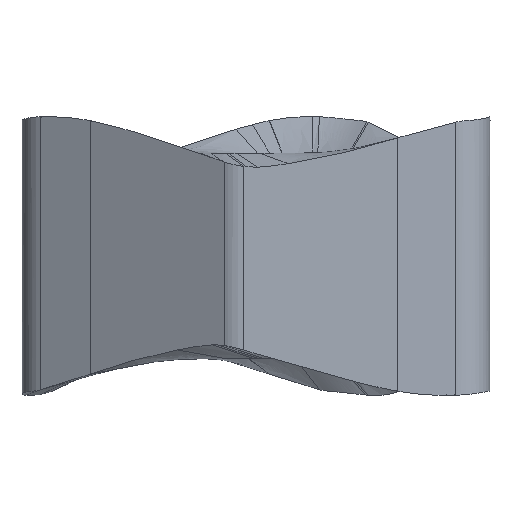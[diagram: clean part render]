
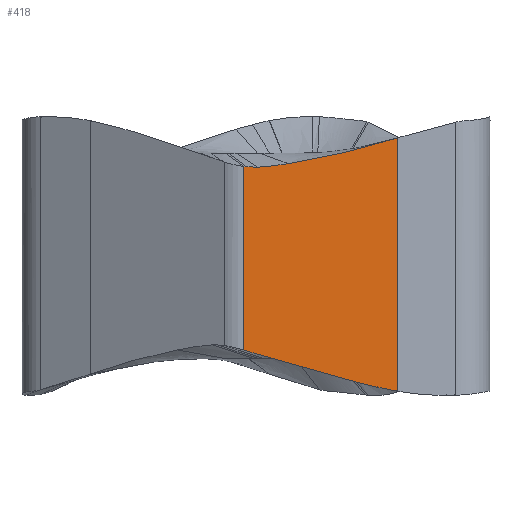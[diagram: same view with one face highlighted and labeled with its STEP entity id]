
A CAD part, left-side view. The second image highlights one B-rep face of the part: STEP entity #418.
In plain terms, the highlighted planar face has unit normal (-0.999, -0.046, 0).
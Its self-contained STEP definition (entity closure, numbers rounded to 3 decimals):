
#273=FACE_OUTER_BOUND('',#631,.T.);
#418=ADVANCED_FACE('',(#273),#458,.T.);
#458=PLANE('',#2797);
#631=EDGE_LOOP('',(#1507,#1508,#1509,#1510,#1511,#1512,#1513,#1514,#1515,
#1516));
#774=LINE('',#9009,#914);
#775=LINE('',#9011,#915);
#914=VECTOR('',#3085,1.);
#915=VECTOR('',#3088,1.);
#1507=ORIENTED_EDGE('',*,*,#2205,.T.);
#1508=ORIENTED_EDGE('',*,*,#2203,.T.);
#1509=ORIENTED_EDGE('',*,*,#2201,.T.);
#1510=ORIENTED_EDGE('',*,*,#2230,.T.);
#1511=ORIENTED_EDGE('',*,*,#2105,.F.);
#1512=ORIENTED_EDGE('',*,*,#2107,.F.);
#1513=ORIENTED_EDGE('',*,*,#2109,.F.);
#1514=ORIENTED_EDGE('',*,*,#2111,.F.);
#1515=ORIENTED_EDGE('',*,*,#2229,.F.);
#1516=ORIENTED_EDGE('',*,*,#2207,.T.);
#1834=VERTEX_POINT('',#5400);
#1835=VERTEX_POINT('',#5454);
#1836=VERTEX_POINT('',#5511);
#1837=VERTEX_POINT('',#5595);
#1838=VERTEX_POINT('',#5637);
#1883=VERTEX_POINT('',#8134);
#1884=VERTEX_POINT('',#8184);
#1885=VERTEX_POINT('',#8217);
#1886=VERTEX_POINT('',#8279);
#1887=VERTEX_POINT('',#8375);
#2105=EDGE_CURVE('',#1835,#1834,#2533,.T.);
#2107=EDGE_CURVE('',#1836,#1835,#2534,.T.);
#2109=EDGE_CURVE('',#1837,#1836,#2535,.T.);
#2111=EDGE_CURVE('',#1838,#1837,#2536,.T.);
#2201=EDGE_CURVE('',#1884,#1883,#2581,.T.);
#2203=EDGE_CURVE('',#1885,#1884,#2582,.T.);
#2205=EDGE_CURVE('',#1886,#1885,#2583,.T.);
#2207=EDGE_CURVE('',#1887,#1886,#2584,.T.);
#2229=EDGE_CURVE('',#1887,#1838,#774,.T.);
#2230=EDGE_CURVE('',#1883,#1834,#775,.T.);
#2533=B_SPLINE_CURVE_WITH_KNOTS('',3,(#5446,#5447,#5448,#5449,#5450,#5451,
#5452,#5453),.UNSPECIFIED.,.F.,.F.,(4,1,1,1,1,4),(0.,0.35,0.52,
0.685,0.845,1.),.UNSPECIFIED.);
#2534=B_SPLINE_CURVE_WITH_KNOTS('',3,(#5500,#5501,#5502,#5503,#5504,#5505,
#5506,#5507,#5508,#5509,#5510),.UNSPECIFIED.,.F.,.F.,(4,1,1,1,1,1,1,1,4),
(0.,0.035,0.138,0.251,0.374,0.509,
0.657,0.82,1.),.UNSPECIFIED.);
#2535=B_SPLINE_CURVE_WITH_KNOTS('',3,(#5589,#5590,#5591,#5592,#5593,#5594),
 .UNSPECIFIED.,.F.,.F.,(4,1,1,4),(0.,0.186,0.667,1.),
 .UNSPECIFIED.);
#2536=B_SPLINE_CURVE_WITH_KNOTS('',3,(#5629,#5630,#5631,#5632,#5633,#5634,
#5635,#5636),.UNSPECIFIED.,.F.,.F.,(4,1,1,1,1,4),(0.,0.176,0.36,
0.553,0.753,1.),.UNSPECIFIED.);
#2581=B_SPLINE_CURVE_WITH_KNOTS('',3,(#8180,#8181,#8182,#8183),
 .UNSPECIFIED.,.F.,.F.,(4,4),(0.,1.),.UNSPECIFIED.);
#2582=B_SPLINE_CURVE_WITH_KNOTS('',3,(#8210,#8211,#8212,#8213,#8214,#8215,
#8216),.UNSPECIFIED.,.F.,.F.,(4,1,1,1,4),(0.,0.277,0.578,
0.909,1.),.UNSPECIFIED.);
#2583=B_SPLINE_CURVE_WITH_KNOTS('',3,(#8267,#8268,#8269,#8270,#8271,#8272,
#8273,#8274,#8275,#8276,#8277,#8278),.UNSPECIFIED.,.F.,.F.,(4,1,1,1,1,1,
1,1,1,4),(0.,0.022,0.203,0.377,0.46,
0.542,0.622,0.701,0.853,1.),
 .UNSPECIFIED.);
#2584=B_SPLINE_CURVE_WITH_KNOTS('',3,(#8365,#8366,#8367,#8368,#8369,#8370,
#8371,#8372,#8373,#8374),.UNSPECIFIED.,.F.,.F.,(4,1,1,1,1,1,1,4),(0.,0.19,
0.362,0.516,0.657,0.784,0.9,
1.),.UNSPECIFIED.);
#2797=AXIS2_PLACEMENT_3D('',#9012,#3089,#3090);
#3085=DIRECTION('',(0.,0.,-1.));
#3088=DIRECTION('',(0.,0.,-1.));
#3089=DIRECTION('',(-0.999,-0.046,0.));
#3090=DIRECTION('',(-0.046,0.999,0.));
#5400=CARTESIAN_POINT('',(-4.544,0.858,0.197));
#5446=CARTESIAN_POINT('',(-4.531,0.573,0.105));
#5447=CARTESIAN_POINT('',(-4.533,0.606,0.116));
#5448=CARTESIAN_POINT('',(-4.535,0.655,0.133));
#5449=CARTESIAN_POINT('',(-4.538,0.72,0.155));
#5450=CARTESIAN_POINT('',(-4.54,0.767,0.17));
#5451=CARTESIAN_POINT('',(-4.542,0.813,0.184));
#5452=CARTESIAN_POINT('',(-4.543,0.843,0.193));
#5453=CARTESIAN_POINT('',(-4.544,0.858,0.197));
#5454=CARTESIAN_POINT('',(-4.531,0.573,0.105));
#5500=CARTESIAN_POINT('',(-4.428,-1.661,-0.525));
#5501=CARTESIAN_POINT('',(-4.43,-1.635,-0.519));
#5502=CARTESIAN_POINT('',(-4.434,-1.531,-0.494));
#5503=CARTESIAN_POINT('',(-4.443,-1.342,-0.449));
#5504=CARTESIAN_POINT('',(-4.455,-1.088,-0.384));
#5505=CARTESIAN_POINT('',(-4.468,-0.81,-0.311));
#5506=CARTESIAN_POINT('',(-4.481,-0.507,-0.228));
#5507=CARTESIAN_POINT('',(-4.497,-0.175,-0.132));
#5508=CARTESIAN_POINT('',(-4.513,0.188,-0.021));
#5509=CARTESIAN_POINT('',(-4.525,0.441,0.061));
#5510=CARTESIAN_POINT('',(-4.531,0.573,0.105));
#5511=CARTESIAN_POINT('',(-4.428,-1.661,-0.525));
#5589=CARTESIAN_POINT('',(-4.41,-2.071,-0.619));
#5590=CARTESIAN_POINT('',(-4.411,-2.045,-0.613));
#5591=CARTESIAN_POINT('',(-4.415,-1.954,-0.593));
#5592=CARTESIAN_POINT('',(-4.421,-1.817,-0.562));
#5593=CARTESIAN_POINT('',(-4.426,-1.706,-0.536));
#5594=CARTESIAN_POINT('',(-4.428,-1.661,-0.525));
#5595=CARTESIAN_POINT('',(-4.41,-2.071,-0.619));
#5629=CARTESIAN_POINT('',(-4.39,-2.497,-0.708));
#5630=CARTESIAN_POINT('',(-4.391,-2.472,-0.703));
#5631=CARTESIAN_POINT('',(-4.393,-2.421,-0.694));
#5632=CARTESIAN_POINT('',(-4.397,-2.342,-0.677));
#5633=CARTESIAN_POINT('',(-4.401,-2.26,-0.66));
#5634=CARTESIAN_POINT('',(-4.405,-2.169,-0.64));
#5635=CARTESIAN_POINT('',(-4.408,-2.106,-0.626));
#5636=CARTESIAN_POINT('',(-4.41,-2.071,-0.619));
#5637=CARTESIAN_POINT('',(-4.39,-2.497,-0.708));
#8134=CARTESIAN_POINT('',(-4.544,0.858,4.207));
#8180=CARTESIAN_POINT('',(-4.541,0.795,4.2));
#8181=CARTESIAN_POINT('',(-4.542,0.816,4.202));
#8182=CARTESIAN_POINT('',(-4.543,0.837,4.205));
#8183=CARTESIAN_POINT('',(-4.544,0.858,4.207));
#8184=CARTESIAN_POINT('',(-4.541,0.795,4.2));
#8210=CARTESIAN_POINT('',(-4.53,0.559,4.191));
#8211=CARTESIAN_POINT('',(-4.531,0.581,4.191));
#8212=CARTESIAN_POINT('',(-4.534,0.626,4.191));
#8213=CARTESIAN_POINT('',(-4.537,0.698,4.193));
#8214=CARTESIAN_POINT('',(-4.539,0.754,4.197));
#8215=CARTESIAN_POINT('',(-4.541,0.787,4.2));
#8216=CARTESIAN_POINT('',(-4.541,0.795,4.2));
#8217=CARTESIAN_POINT('',(-4.53,0.559,4.191));
#8267=CARTESIAN_POINT('',(-4.5,-0.106,4.269));
#8268=CARTESIAN_POINT('',(-4.5,-0.101,4.269));
#8269=CARTESIAN_POINT('',(-4.502,-0.057,4.261));
#8270=CARTESIAN_POINT('',(-4.506,0.026,4.249));
#8271=CARTESIAN_POINT('',(-4.51,0.123,4.234));
#8272=CARTESIAN_POINT('',(-4.514,0.198,4.224));
#8273=CARTESIAN_POINT('',(-4.516,0.253,4.216));
#8274=CARTESIAN_POINT('',(-4.519,0.306,4.209));
#8275=CARTESIAN_POINT('',(-4.522,0.375,4.201));
#8276=CARTESIAN_POINT('',(-4.526,0.459,4.194));
#8277=CARTESIAN_POINT('',(-4.529,0.526,4.191));
#8278=CARTESIAN_POINT('',(-4.53,0.559,4.191));
#8279=CARTESIAN_POINT('',(-4.5,-0.106,4.269));
#8365=CARTESIAN_POINT('',(-4.39,-2.497,4.83));
#8366=CARTESIAN_POINT('',(-4.397,-2.348,4.784));
#8367=CARTESIAN_POINT('',(-4.41,-2.064,4.699));
#8368=CARTESIAN_POINT('',(-4.429,-1.656,4.589));
#8369=CARTESIAN_POINT('',(-4.446,-1.285,4.499));
#8370=CARTESIAN_POINT('',(-4.461,-0.947,4.424));
#8371=CARTESIAN_POINT('',(-4.475,-0.639,4.362));
#8372=CARTESIAN_POINT('',(-4.488,-0.362,4.311));
#8373=CARTESIAN_POINT('',(-4.496,-0.187,4.282));
#8374=CARTESIAN_POINT('',(-4.5,-0.106,4.269));
#8375=CARTESIAN_POINT('',(-4.39,-2.497,4.83));
#9009=CARTESIAN_POINT('',(-4.39,-2.497,4.83));
#9011=CARTESIAN_POINT('',(-4.544,0.858,4.207));
#9012=CARTESIAN_POINT('',(-4.555,1.088,-2.259));
